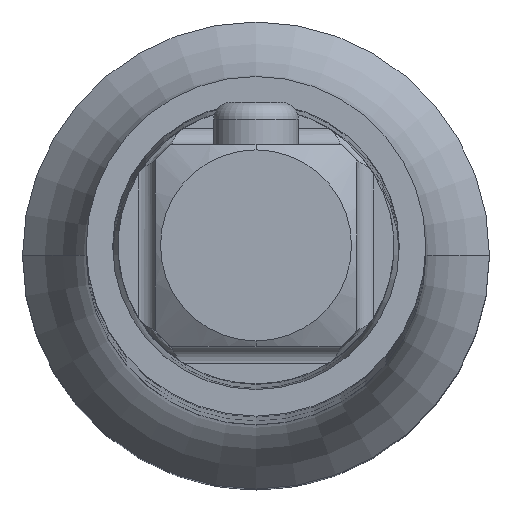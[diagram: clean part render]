
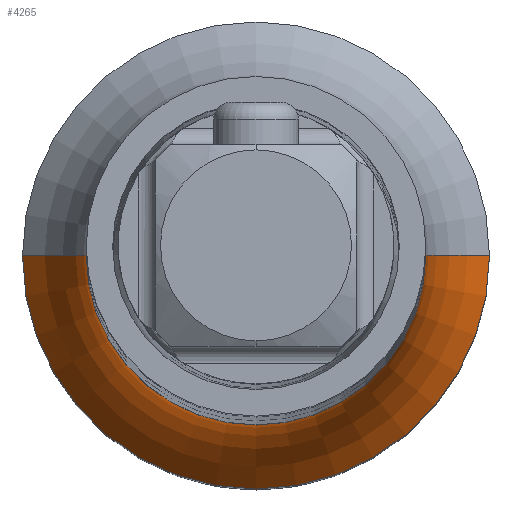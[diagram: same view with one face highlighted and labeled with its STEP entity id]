
A CAD part, top view. The second image highlights one B-rep face of the part: STEP entity #4265.
In plain terms, the highlighted toroidal (fillet/blend) face has major radius 18 mm and minor radius 10 mm.
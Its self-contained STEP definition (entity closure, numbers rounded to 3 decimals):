
#3519=CARTESIAN_POINT('',(0.,0.,27.2));
#3520=DIRECTION('',(0.,0.,1.));
#3521=DIRECTION('',(-1.,0.,0.));
#3522=AXIS2_PLACEMENT_3D('',#3519,#3520,#3521);
#3612=CARTESIAN_POINT('',(18.,0.,
34.341));
#3613=DIRECTION('',(0.,1.,0.));
#3614=DIRECTION('',(-0.7,0.,-0.714));
#3615=AXIS2_PLACEMENT_3D('',#3612,#3613,#3614);
#3620=CARTESIAN_POINT('',(-18.,0.,
34.341));
#3621=DIRECTION('',(0.,-1.,0.));
#3622=DIRECTION('',(0.7,0.,-0.714));
#3623=AXIS2_PLACEMENT_3D('',#3620,#3621,#3622);
#3636=CARTESIAN_POINT('',(0.,0.,34.341));
#3637=DIRECTION('',(0.,0.,1.));
#3638=DIRECTION('',(-1.,0.,0.));
#3639=AXIS2_PLACEMENT_3D('',#3636,#3637,#3638);
#3954=CARTESIAN_POINT('',(-11.,0.,27.2));
#3955=CARTESIAN_POINT('',(11.,0.,27.2));
#3956=VERTEX_POINT('',#3954);
#3957=VERTEX_POINT('',#3955);
#3958=CARTESIAN_POINT('',(-8.,0.,34.341));
#3959=CARTESIAN_POINT('',(8.,0.,34.341));
#3960=VERTEX_POINT('',#3958);
#3961=VERTEX_POINT('',#3959);
#4253=CARTESIAN_POINT('',(0.,0.,34.341));
#4254=DIRECTION('',(0.,0.,1.));
#4255=DIRECTION('',(-1.,0.,0.));
#4256=AXIS2_PLACEMENT_3D('',#4253,#4254,#4255);
#4257=TOROIDAL_SURFACE('',#4256,18.,10.);
#4258=ORIENTED_EDGE('',*,*,#4187,.F.);
#4259=ORIENTED_EDGE('',*,*,#4248,.T.);
#4261=ORIENTED_EDGE('',*,*,#4260,.T.);
#4262=ORIENTED_EDGE('',*,*,#4244,.F.);
#4263=EDGE_LOOP('',(#4258,#4259,#4261,#4262));
#4264=FACE_OUTER_BOUND('',#4263,.F.);
#4265=ADVANCED_FACE('',(#4264),#4257,.F.);
#3523=CIRCLE('',#3522,11.);
#3616=CIRCLE('',#3615,10.);
#3624=CIRCLE('',#3623,10.);
#3640=CIRCLE('',#3639,8.);
#4187=EDGE_CURVE('',#3956,#3957,#3523,.T.);
#4244=EDGE_CURVE('',#3957,#3961,#3616,.T.);
#4248=EDGE_CURVE('',#3956,#3960,#3624,.T.);
#4260=EDGE_CURVE('',#3960,#3961,#3640,.T.);
